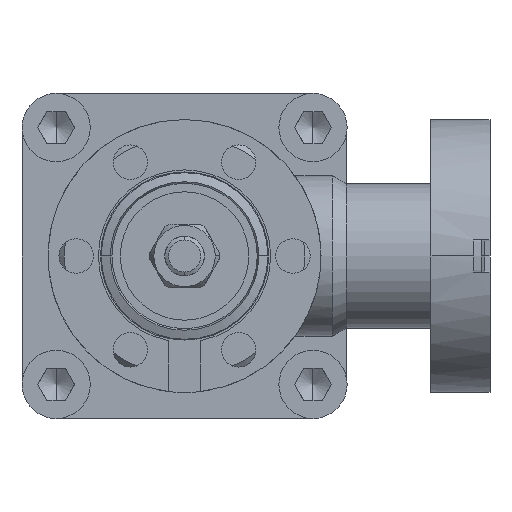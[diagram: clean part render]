
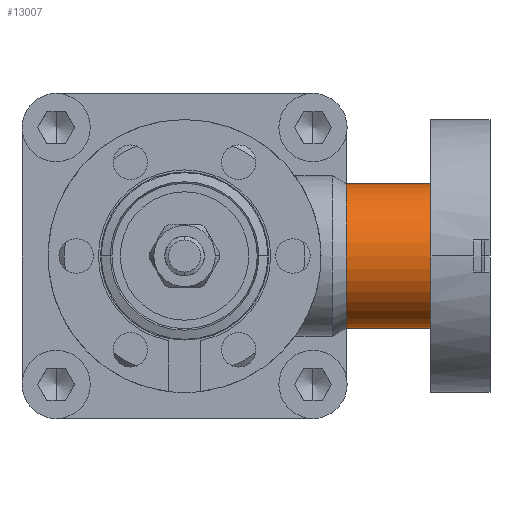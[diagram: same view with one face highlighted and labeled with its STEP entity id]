
A CAD part, left-side view. The second image highlights one B-rep face of the part: STEP entity #13007.
In plain terms, the highlighted cylindrical face has radius 9 mm (diameter 18 mm), a partial arc.
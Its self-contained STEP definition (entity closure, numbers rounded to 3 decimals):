
#543 = CARTESIAN_POINT ( 'NONE',  ( 37.4, -20.132, -9. ) ) ;
#1279 = CYLINDRICAL_SURFACE ( 'NONE', #26153, 9. ) ;
#2406 = EDGE_CURVE ( 'NONE', #9140, #3322, #5875, .T. ) ;
#2726 = DIRECTION ( 'NONE',  ( 0., -1., 0. ) ) ;
#3322 = VERTEX_POINT ( 'NONE', #11584 ) ;
#4824 = ORIENTED_EDGE ( 'NONE', *, *, #13736, .T. ) ;
#5098 = ORIENTED_EDGE ( 'NONE', *, *, #22436, .T. ) ;
#5116 = VECTOR ( 'NONE', #26322, 1000. ) ;
#5498 = CARTESIAN_POINT ( 'NONE',  ( 37.4, -37.4, -9. ) ) ;
#5875 = LINE ( 'NONE', #12435, #5116 ) ;
#6406 = CARTESIAN_POINT ( 'NONE',  ( 37.4, -30.9, 0. ) ) ;
#8766 = DIRECTION ( 'NONE',  ( 0., 0., 1. ) ) ;
#9132 = DIRECTION ( 'NONE',  ( 0., -1., 0. ) ) ;
#9140 = VERTEX_POINT ( 'NONE', #27797 ) ;
#10690 = CIRCLE ( 'NONE', #15506, 9. ) ;
#11039 = AXIS2_PLACEMENT_3D ( 'NONE', #6406, #22649, #8766 ) ;
#11584 = CARTESIAN_POINT ( 'NONE',  ( 37.4, -30.9, 9. ) ) ;
#12058 = VERTEX_POINT ( 'NONE', #26936 ) ;
#12435 = CARTESIAN_POINT ( 'NONE',  ( 37.4, -37.4, 9. ) ) ;
#13007 = ADVANCED_FACE ( 'NONE', ( #28201 ), #1279, .T. ) ;
#13089 = EDGE_LOOP ( 'NONE', ( #4824, #15703, #5098, #18534 ) ) ;
#13736 = EDGE_CURVE ( 'NONE', #9140, #22160, #10690, .T. ) ;
#13904 = EDGE_CURVE ( 'NONE', #22160, #12058, #20459, .T. ) ;
#14310 = VECTOR ( 'NONE', #24111, 1000. ) ;
#15506 = AXIS2_PLACEMENT_3D ( 'NONE', #16668, #2726, #19032 ) ;
#15703 = ORIENTED_EDGE ( 'NONE', *, *, #13904, .T. ) ;
#16668 = CARTESIAN_POINT ( 'NONE',  ( 37.4, -20.132, 0. ) ) ;
#18534 = ORIENTED_EDGE ( 'NONE', *, *, #2406, .F. ) ;
#19032 = DIRECTION ( 'NONE',  ( 0., 0., 1. ) ) ;
#20459 = LINE ( 'NONE', #5498, #14310 ) ;
#22160 = VERTEX_POINT ( 'NONE', #543 ) ;
#22436 = EDGE_CURVE ( 'NONE', #12058, #3322, #23386, .T. ) ;
#22649 = DIRECTION ( 'NONE',  ( 0., 1., 0. ) ) ;
#23107 = DIRECTION ( 'NONE',  ( 0., 0., 1. ) ) ;
#23386 = CIRCLE ( 'NONE', #11039, 9. ) ;
#24111 = DIRECTION ( 'NONE',  ( 0., -1., 0. ) ) ;
#25342 = CARTESIAN_POINT ( 'NONE',  ( 37.4, -37.4, 0. ) ) ;
#26153 = AXIS2_PLACEMENT_3D ( 'NONE', #25342, #9132, #23107 ) ;
#26322 = DIRECTION ( 'NONE',  ( 0., -1., 0. ) ) ;
#26936 = CARTESIAN_POINT ( 'NONE',  ( 37.4, -30.9, -9. ) ) ;
#27797 = CARTESIAN_POINT ( 'NONE',  ( 37.4, -20.132, 9. ) ) ;
#28201 = FACE_OUTER_BOUND ( 'NONE', #13089, .T. ) ;
